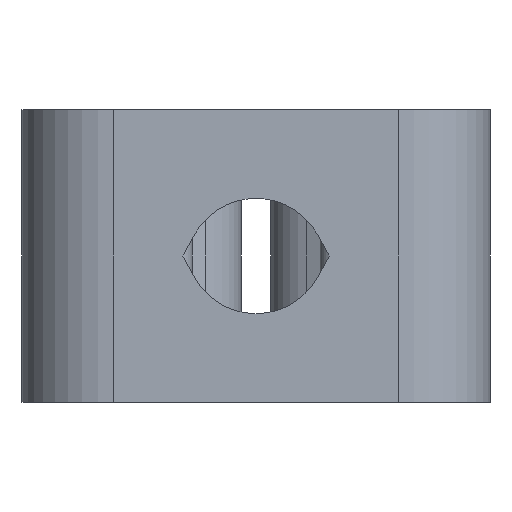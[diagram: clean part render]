
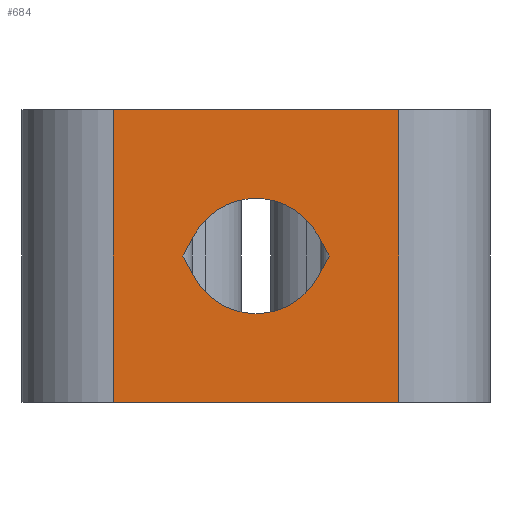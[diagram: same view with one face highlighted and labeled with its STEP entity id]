
A CAD part, front view. The second image highlights one B-rep face of the part: STEP entity #684.
In plain terms, the highlighted planar face has unit normal (0, -1, 0).
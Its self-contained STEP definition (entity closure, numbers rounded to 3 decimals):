
#4 = VERTEX_POINT ( 'NONE', #1573 ) ;
#16 = CARTESIAN_POINT ( 'NONE',  ( 0., -0.5, 2.425 ) ) ;
#66 = DIRECTION ( 'NONE',  ( 0., 0., -1. ) ) ;
#76 = DIRECTION ( 'NONE',  ( 0., -1., 0. ) ) ;
#119 = ORIENTED_EDGE ( 'NONE', *, *, #1463, .T. ) ;
#145 = DIRECTION ( 'NONE',  ( 0., -1., 0. ) ) ;
#154 = EDGE_CURVE ( 'NONE', #1579, #1526, #1501, .T. ) ;
#180 = VERTEX_POINT ( 'NONE', #1600 ) ;
#188 = EDGE_CURVE ( 'NONE', #496, #690, #487, .T. ) ;
#203 = VECTOR ( 'NONE', #463, 1000. ) ;
#206 = EDGE_CURVE ( 'NONE', #1008, #1395, #1090, .T. ) ;
#217 = CARTESIAN_POINT ( 'NONE',  ( 3.9, -0.5, 8. ) ) ;
#220 = DIRECTION ( 'NONE',  ( 1., 0., 0. ) ) ;
#234 = EDGE_CURVE ( 'NONE', #496, #1028, #517, .T. ) ;
#256 = ORIENTED_EDGE ( 'NONE', *, *, #188, .F. ) ;
#279 = DIRECTION ( 'NONE',  ( -0.475, 0., -0.88 ) ) ;
#280 = AXIS2_PLACEMENT_3D ( 'NONE', #896, #145, #1027 ) ;
#296 = CARTESIAN_POINT ( 'NONE',  ( 3.9, -0.5, 0. ) ) ;
#350 = ORIENTED_EDGE ( 'NONE', *, *, #206, .F. ) ;
#356 = LINE ( 'NONE', #1457, #1113 ) ;
#361 = DIRECTION ( 'NONE',  ( -0.475, 0., 0.88 ) ) ;
#400 = VECTOR ( 'NONE', #361, 1000. ) ;
#463 = DIRECTION ( 'NONE',  ( 0., 0., -1. ) ) ;
#474 = PLANE ( 'NONE',  #1157 ) ;
#487 = LINE ( 'NONE', #217, #824 ) ;
#496 = VERTEX_POINT ( 'NONE', #1030 ) ;
#517 = LINE ( 'NONE', #979, #203 ) ;
#541 = DIRECTION ( 'NONE',  ( 0., -1., 0. ) ) ;
#547 = VERTEX_POINT ( 'NONE', #1043 ) ;
#568 = AXIS2_PLACEMENT_3D ( 'NONE', #1305, #541, #1440 ) ;
#595 = DIRECTION ( 'NONE',  ( 0., 0., 1. ) ) ;
#609 = AXIS2_PLACEMENT_3D ( 'NONE', #1120, #76, #66 ) ;
#618 = EDGE_LOOP ( 'NONE', ( #1087, #350, #1638, #1127, #751, #1137, #1054 ) ) ;
#641 = EDGE_CURVE ( 'NONE', #180, #547, #1322, .T. ) ;
#648 = EDGE_LOOP ( 'NONE', ( #119, #938, #256, #720 ) ) ;
#678 = DIRECTION ( 'NONE',  ( 1., 0., 0. ) ) ;
#684 = ADVANCED_FACE ( 'NONE', ( #854, #1498 ), #474, .F. ) ;
#690 = VERTEX_POINT ( 'NONE', #864 ) ;
#720 = ORIENTED_EDGE ( 'NONE', *, *, #234, .T. ) ;
#721 = CARTESIAN_POINT ( 'NONE',  ( 1.696, -0.5, 4.563 ) ) ;
#742 = VECTOR ( 'NONE', #279, 1000. ) ;
#751 = ORIENTED_EDGE ( 'NONE', *, *, #641, .F. ) ;
#767 = VECTOR ( 'NONE', #855, 1000. ) ;
#771 = CARTESIAN_POINT ( 'NONE',  ( -2., -0.5, 4. ) ) ;
#784 = LINE ( 'NONE', #771, #742 ) ;
#824 = VECTOR ( 'NONE', #220, 1000. ) ;
#843 = CARTESIAN_POINT ( 'NONE',  ( -2., -0.5, 4. ) ) ;
#847 = LINE ( 'NONE', #1392, #1111 ) ;
#854 = FACE_BOUND ( 'NONE', #618, .T. ) ;
#855 = DIRECTION ( 'NONE',  ( 0.475, 0., -0.88 ) ) ;
#857 = EDGE_CURVE ( 'NONE', #1526, #180, #1587, .T. ) ;
#864 = CARTESIAN_POINT ( 'NONE',  ( 3.9, -0.5, 8. ) ) ;
#896 = CARTESIAN_POINT ( 'NONE',  ( 0., -0.5, 4.352 ) ) ;
#905 = VECTOR ( 'NONE', #1509, 1000. ) ;
#915 = CARTESIAN_POINT ( 'NONE',  ( -2., -0.5, 4. ) ) ;
#938 = ORIENTED_EDGE ( 'NONE', *, *, #1239, .F. ) ;
#953 = EDGE_CURVE ( 'NONE', #4, #1008, #784, .T. ) ;
#979 = CARTESIAN_POINT ( 'NONE',  ( -3.9, -0.5, 8. ) ) ;
#986 = CARTESIAN_POINT ( 'NONE',  ( 1.696, -0.5, 3.437 ) ) ;
#1008 = VERTEX_POINT ( 'NONE', #915 ) ;
#1020 = CARTESIAN_POINT ( 'NONE',  ( 1.696, -0.5, 3.437 ) ) ;
#1027 = DIRECTION ( 'NONE',  ( 0., 0., -1. ) ) ;
#1028 = VERTEX_POINT ( 'NONE', #1441 ) ;
#1030 = CARTESIAN_POINT ( 'NONE',  ( -3.9, -0.5, 8. ) ) ;
#1043 = CARTESIAN_POINT ( 'NONE',  ( 1.696, -0.5, 4.563 ) ) ;
#1054 = ORIENTED_EDGE ( 'NONE', *, *, #154, .F. ) ;
#1087 = ORIENTED_EDGE ( 'NONE', *, *, #1530, .F. ) ;
#1090 = LINE ( 'NONE', #843, #767 ) ;
#1111 = VECTOR ( 'NONE', #1268, 1000. ) ;
#1113 = VECTOR ( 'NONE', #678, 1000. ) ;
#1120 = CARTESIAN_POINT ( 'NONE',  ( 0., -0.5, 4.352 ) ) ;
#1127 = ORIENTED_EDGE ( 'NONE', *, *, #1624, .F. ) ;
#1133 = CIRCLE ( 'NONE', #568, 1.927 ) ;
#1137 = ORIENTED_EDGE ( 'NONE', *, *, #857, .F. ) ;
#1157 = AXIS2_PLACEMENT_3D ( 'NONE', #1256, #1605, #595 ) ;
#1239 = EDGE_CURVE ( 'NONE', #690, #1396, #847, .T. ) ;
#1256 = CARTESIAN_POINT ( 'NONE',  ( 3.9, -0.5, 8. ) ) ;
#1268 = DIRECTION ( 'NONE',  ( 0., 0., -1. ) ) ;
#1305 = CARTESIAN_POINT ( 'NONE',  ( 0., -0.5, 3.648 ) ) ;
#1322 = LINE ( 'NONE', #721, #400 ) ;
#1327 = CIRCLE ( 'NONE', #280, 1.927 ) ;
#1392 = CARTESIAN_POINT ( 'NONE',  ( 3.9, -0.5, 8. ) ) ;
#1395 = VERTEX_POINT ( 'NONE', #1439 ) ;
#1396 = VERTEX_POINT ( 'NONE', #296 ) ;
#1439 = CARTESIAN_POINT ( 'NONE',  ( -1.696, -0.5, 3.437 ) ) ;
#1440 = DIRECTION ( 'NONE',  ( 0., 0., 1. ) ) ;
#1441 = CARTESIAN_POINT ( 'NONE',  ( -3.9, -0.5, 0. ) ) ;
#1457 = CARTESIAN_POINT ( 'NONE',  ( 3.9, -0.5, 0. ) ) ;
#1463 = EDGE_CURVE ( 'NONE', #1028, #1396, #356, .T. ) ;
#1498 = FACE_OUTER_BOUND ( 'NONE', #648, .T. ) ;
#1501 = CIRCLE ( 'NONE', #609, 1.927 ) ;
#1509 = DIRECTION ( 'NONE',  ( 0.475, 0., 0.88 ) ) ;
#1526 = VERTEX_POINT ( 'NONE', #1020 ) ;
#1530 = EDGE_CURVE ( 'NONE', #1395, #1579, #1327, .T. ) ;
#1573 = CARTESIAN_POINT ( 'NONE',  ( -1.696, -0.5, 4.563 ) ) ;
#1579 = VERTEX_POINT ( 'NONE', #16 ) ;
#1587 = LINE ( 'NONE', #986, #905 ) ;
#1600 = CARTESIAN_POINT ( 'NONE',  ( 2., -0.5, 4. ) ) ;
#1605 = DIRECTION ( 'NONE',  ( 0., 1., 0. ) ) ;
#1624 = EDGE_CURVE ( 'NONE', #547, #4, #1133, .T. ) ;
#1638 = ORIENTED_EDGE ( 'NONE', *, *, #953, .F. ) ;
